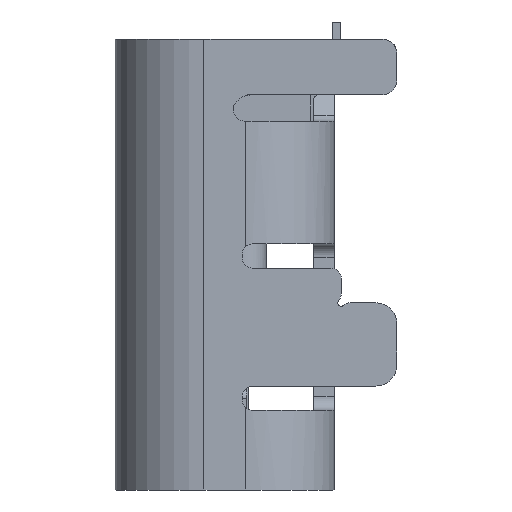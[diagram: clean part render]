
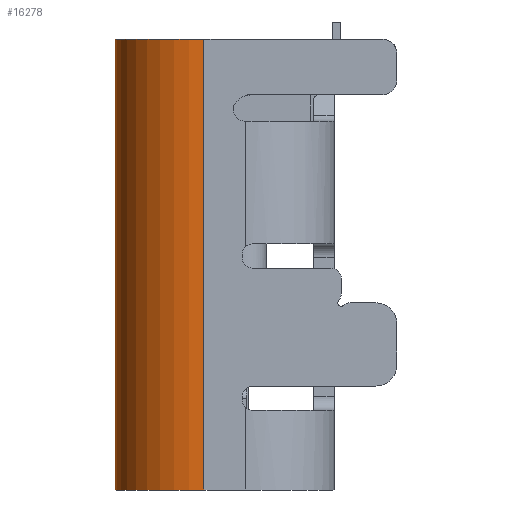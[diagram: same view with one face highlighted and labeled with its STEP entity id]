
A CAD part, left-side view. The second image highlights one B-rep face of the part: STEP entity #16278.
In plain terms, the highlighted cylindrical face has radius 1.28 mm (diameter 2.56 mm), a partial arc.
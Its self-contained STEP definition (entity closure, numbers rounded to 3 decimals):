
#4262=DIRECTION('',(0.,0.,1.));
#4263=VECTOR('',#4262,6.5);
#4264=CARTESIAN_POINT('',(-4.47,0.393,
-3.375));
#4265=LINE('',#4264,#4263);
#4266=DIRECTION('',(0.,0.,-1.));
#4267=VECTOR('',#4266,6.5);
#4268=CARTESIAN_POINT('',(-3.19,1.673,3.125));
#4269=LINE('',#4268,#4267);
#4274=CARTESIAN_POINT('',(-3.19,0.393,
3.125));
#4275=DIRECTION('',(0.,0.,1.));
#4276=DIRECTION('',(0.,1.,0.));
#4277=AXIS2_PLACEMENT_3D('',#4274,#4275,#4276);
#4564=CARTESIAN_POINT('',(-3.19,0.393,
-3.375));
#4565=DIRECTION('',(0.,0.,-1.));
#4566=DIRECTION('',(-1.,0.,0.));
#4567=AXIS2_PLACEMENT_3D('',#4564,#4565,#4566);
#9982=CARTESIAN_POINT('',(-3.19,1.673,3.125));
#9983=CARTESIAN_POINT('',(-4.47,0.393,
3.125));
#9984=VERTEX_POINT('',#9982);
#9985=VERTEX_POINT('',#9983);
#9986=CARTESIAN_POINT('',(-3.19,1.673,
-3.375));
#9987=VERTEX_POINT('',#9986);
#9988=CARTESIAN_POINT('',(-4.47,0.393,
-3.375));
#9989=VERTEX_POINT('',#9988);
#16264=CARTESIAN_POINT('',(-3.19,0.393,
-1.875));
#16265=DIRECTION('',(0.,0.,-1.));
#16266=DIRECTION('',(-1.,0.,0.));
#16267=AXIS2_PLACEMENT_3D('',#16264,#16265,#16266);
#16268=CYLINDRICAL_SURFACE('',#16267,1.28);
#16270=ORIENTED_EDGE('',*,*,#16269,.T.);
#16272=ORIENTED_EDGE('',*,*,#16271,.F.);
#16274=ORIENTED_EDGE('',*,*,#16273,.T.);
#16275=ORIENTED_EDGE('',*,*,#15643,.F.);
#16276=EDGE_LOOP('',(#16270,#16272,#16274,#16275));
#16277=FACE_OUTER_BOUND('',#16276,.F.);
#16278=ADVANCED_FACE('',(#16277),#16268,.T.);
#4278=CIRCLE('',#4277,1.28);
#4568=CIRCLE('',#4567,1.28);
#15643=EDGE_CURVE('',#9984,#9987,#4269,.T.);
#16269=EDGE_CURVE('',#9984,#9985,#4278,.T.);
#16271=EDGE_CURVE('',#9989,#9985,#4265,.T.);
#16273=EDGE_CURVE('',#9989,#9987,#4568,.T.);
